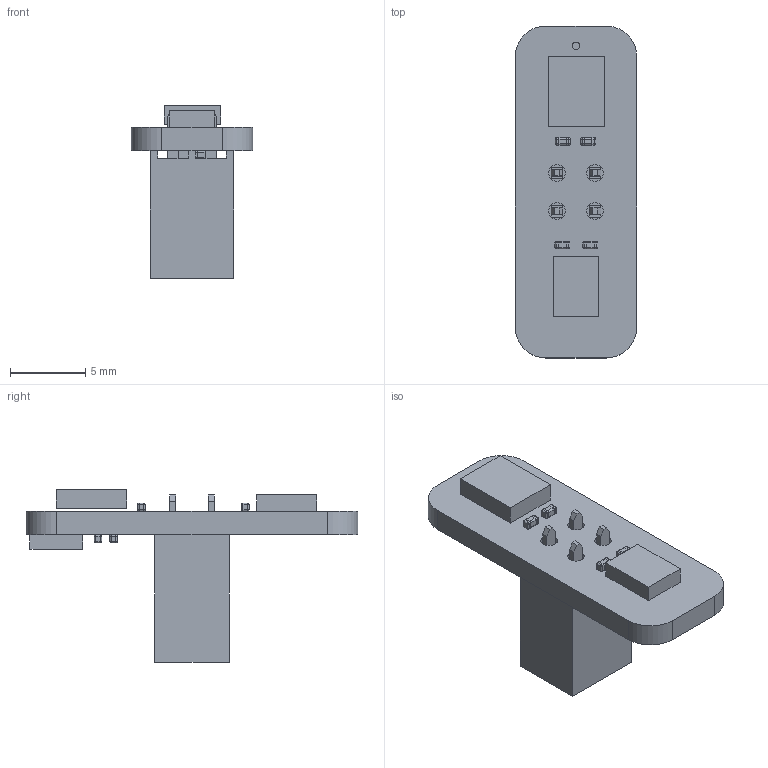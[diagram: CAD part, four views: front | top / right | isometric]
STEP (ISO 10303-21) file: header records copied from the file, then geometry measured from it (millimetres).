
FILE_DESCRIPTION(('Open CASCADE Model'),'2;1');
FILE_NAME('Open CASCADE Shape Model','2017-06-16T11:20:34',('Author'),( 'Open CASCADE'),'Open CASCADE STEP processor 6.8','Open CASCADE 6.8' ,'Unknown');
FILE_SCHEMA(('AUTOMOTIVE_DESIGN { 1 0 10303 214 1 1 1 1 }'));
Length unit declared in the file: millimetre
Products named in the file (1): PCB
Bounding box: 8.1 x 22.1 x 11.51 mm (x, y, z)
Volume: 311.8 mm3; surface area: 999.3 mm2
Topology: 22 solids, 86 shells, 374 faces, 1038 edges, 724 vertices
Faces by surface type: plane 196, cylinder 130, sphere 48
Full cylindrical faces by diameter (mm): 0.5 x1, 1.1 x4
Entity records: 12135 total; most frequent: CARTESIAN_POINT 2089, DIRECTION 2000, ORIENTED_EDGE 1644, EDGE_CURVE 990, LINE 730, VECTOR 730, VERTEX_POINT 724, AXIS2_PLACEMENT_3D 635
